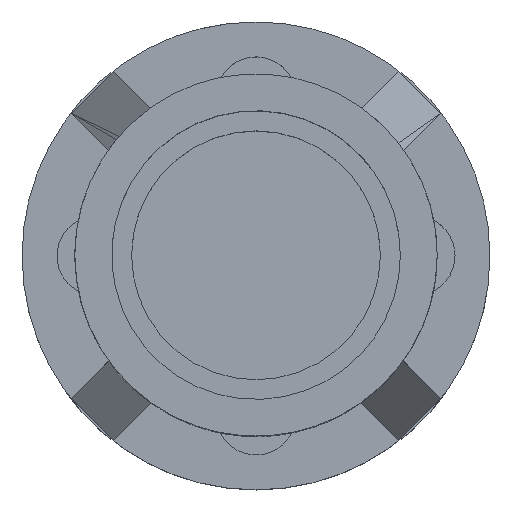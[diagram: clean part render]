
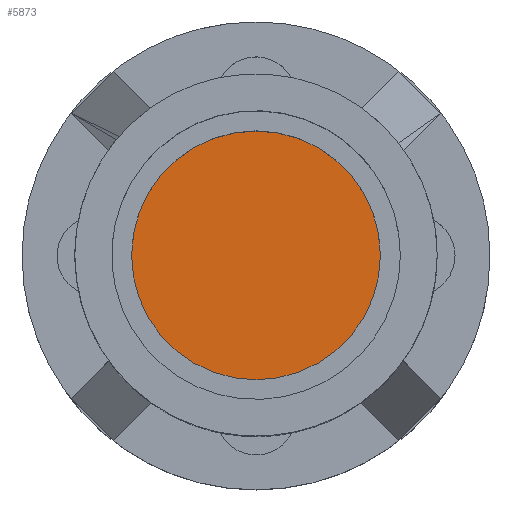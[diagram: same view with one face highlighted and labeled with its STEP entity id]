
A CAD part, top view. The second image highlights one B-rep face of the part: STEP entity #5873.
In plain terms, the highlighted planar face has unit normal (0, 0, 1).
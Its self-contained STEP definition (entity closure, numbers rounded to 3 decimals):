
#5298 = AXIS2_PLACEMENT_3D ( 'NONE', #54074, #19348, #50429 ) ;
#5873 = ADVANCED_FACE ( 'NONE', ( #53197 ), #48719, .T. ) ;
#6425 = DIRECTION ( 'NONE',  ( 0., 0., 1. ) ) ;
#6864 = ORIENTED_EDGE ( 'NONE', *, *, #36781, .T. ) ;
#15834 = DIRECTION ( 'NONE',  ( 0., 0., 1. ) ) ;
#19348 = DIRECTION ( 'NONE',  ( 0., 0., 1. ) ) ;
#20464 = CARTESIAN_POINT ( 'NONE',  ( 18., 11.75, 18. ) ) ;
#24242 = CARTESIAN_POINT ( 'NONE',  ( 11.75, 11.75, 18. ) ) ;
#26561 = EDGE_LOOP ( 'NONE', ( #6864, #27894 ) ) ;
#26946 = VERTEX_POINT ( 'NONE', #20464 ) ;
#27894 = ORIENTED_EDGE ( 'NONE', *, *, #46115, .T. ) ;
#29463 = CIRCLE ( 'NONE', #5298, 6.25 ) ;
#29911 = CIRCLE ( 'NONE', #44239, 6.25 ) ;
#36781 = EDGE_CURVE ( 'NONE', #26946, #53569, #29911, .T. ) ;
#37679 = DIRECTION ( 'NONE',  ( 1., 0., 0. ) ) ;
#41627 = CARTESIAN_POINT ( 'NONE',  ( 5.5, 11.75, 18. ) ) ;
#43136 = AXIS2_PLACEMENT_3D ( 'NONE', #53471, #6425, #53754 ) ;
#44239 = AXIS2_PLACEMENT_3D ( 'NONE', #24242, #15834, #37679 ) ;
#46115 = EDGE_CURVE ( 'NONE', #53569, #26946, #29463, .T. ) ;
#48719 = PLANE ( 'NONE',  #43136 ) ;
#50429 = DIRECTION ( 'NONE',  ( 1., 0., 0. ) ) ;
#53197 = FACE_OUTER_BOUND ( 'NONE', #26561, .T. ) ;
#53471 = CARTESIAN_POINT ( 'NONE',  ( 11.75, 11.75, 18. ) ) ;
#53569 = VERTEX_POINT ( 'NONE', #41627 ) ;
#53754 = DIRECTION ( 'NONE',  ( 1., 0., 0. ) ) ;
#54074 = CARTESIAN_POINT ( 'NONE',  ( 11.75, 11.75, 18. ) ) ;
